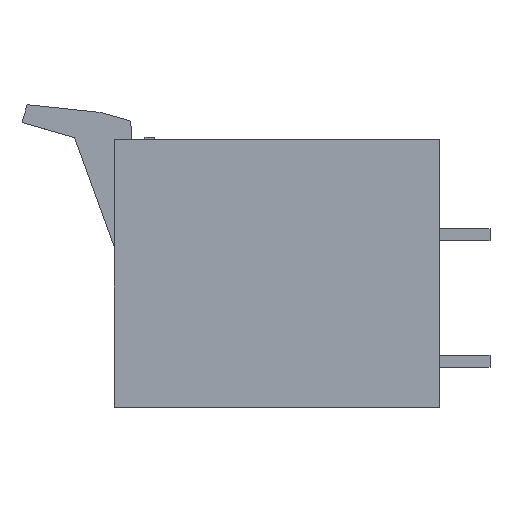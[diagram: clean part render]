
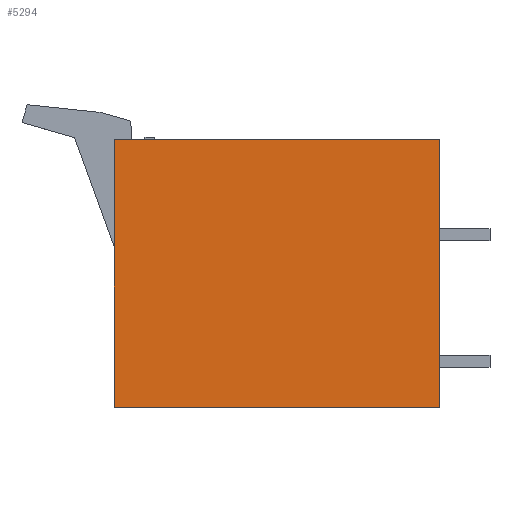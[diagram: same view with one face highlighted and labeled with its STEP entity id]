
A CAD part, left-side view. The second image highlights one B-rep face of the part: STEP entity #5294.
In plain terms, the highlighted planar face has unit normal (-1, 0, 0).
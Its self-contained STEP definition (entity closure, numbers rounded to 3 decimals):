
#5258=AXIS2_PLACEMENT_3D('Plane Axis2P3D',#5255,#5256,#5257) ;
#5255=CARTESIAN_POINT('Axis2P3D Location',(0.,0.,0.)) ;
#5260=CARTESIAN_POINT('Line Origine',(0.,21.065,0.)) ;
#5264=CARTESIAN_POINT('Vertex',(0.,37.13,0.)) ;
#5266=CARTESIAN_POINT('Vertex',(0.,5.,0.)) ;
#5269=CARTESIAN_POINT('Line Origine',(0.,5.,13.225)) ;
#5273=CARTESIAN_POINT('Vertex',(0.,5.,26.45)) ;
#5276=CARTESIAN_POINT('Line Origine',(0.,21.065,26.45)) ;
#5280=CARTESIAN_POINT('Vertex',(0.,37.13,26.45)) ;
#5283=CARTESIAN_POINT('Line Origine',(0.,37.13,13.225)) ;
#5256=DIRECTION('Axis2P3D Direction',(-1.,0.,0.)) ;
#5257=DIRECTION('Axis2P3D XDirection',(0.,-1.,0.)) ;
#5261=DIRECTION('Vector Direction',(0.,-1.,0.)) ;
#5270=DIRECTION('Vector Direction',(0.,0.,1.)) ;
#5277=DIRECTION('Vector Direction',(0.,1.,0.)) ;
#5284=DIRECTION('Vector Direction',(0.,0.,-1.)) ;
#5262=VECTOR('Line Direction',#5261,1.) ;
#5271=VECTOR('Line Direction',#5270,1.) ;
#5278=VECTOR('Line Direction',#5277,1.) ;
#5285=VECTOR('Line Direction',#5284,1.) ;
#5289=ORIENTED_EDGE('',*,*,#5268,.T.) ;
#5290=ORIENTED_EDGE('',*,*,#5275,.T.) ;
#5291=ORIENTED_EDGE('',*,*,#5282,.T.) ;
#5292=ORIENTED_EDGE('',*,*,#5287,.T.) ;
#5294=ADVANCED_FACE('HOUSING',(#5293),#5259,.T.) ;
#5268=EDGE_CURVE('',#5265,#5267,#5263,.T.) ;
#5275=EDGE_CURVE('',#5267,#5274,#5272,.T.) ;
#5282=EDGE_CURVE('',#5274,#5281,#5279,.T.) ;
#5287=EDGE_CURVE('',#5281,#5265,#5286,.T.) ;
#5288=EDGE_LOOP('',(#5289,#5290,#5291,#5292)) ;
#5293=FACE_OUTER_BOUND('',#5288,.T.) ;
#5263=LINE('Line',#5260,#5262) ;
#5272=LINE('Line',#5269,#5271) ;
#5279=LINE('Line',#5276,#5278) ;
#5286=LINE('Line',#5283,#5285) ;
#5259=PLANE('',#5258) ;
#5265=VERTEX_POINT('',#5264) ;
#5267=VERTEX_POINT('',#5266) ;
#5274=VERTEX_POINT('',#5273) ;
#5281=VERTEX_POINT('',#5280) ;
